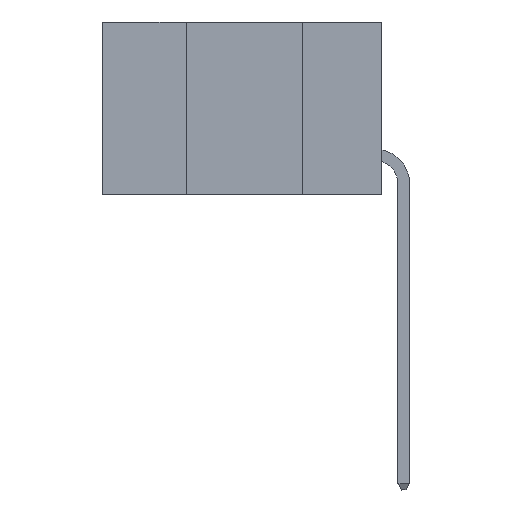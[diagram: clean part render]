
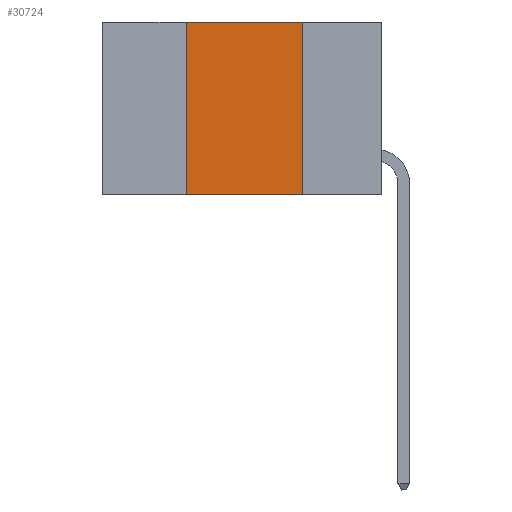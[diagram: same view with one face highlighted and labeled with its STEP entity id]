
A CAD part, left-side view. The second image highlights one B-rep face of the part: STEP entity #30724.
In plain terms, the highlighted planar face has unit normal (-1, 0, 0).
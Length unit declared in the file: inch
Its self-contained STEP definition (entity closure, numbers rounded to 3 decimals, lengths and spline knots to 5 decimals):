
#1463 = EDGE_CURVE ( 'NONE', #30296, #29678, #25150, .T. ) ;
#1960 = DIRECTION ( 'NONE',  ( 0., -1., 0. ) ) ;
#2177 = CARTESIAN_POINT ( 'NONE',  ( 0., 0.17, 0. ) ) ;
#2591 = CARTESIAN_POINT ( 'NONE',  ( 0., 0.42, 0. ) ) ;
#4807 = VECTOR ( 'NONE', #1960, 39.37008 ) ;
#6161 = EDGE_LOOP ( 'NONE', ( #30730, #25625, #7138, #7900 ) ) ;
#6732 = VECTOR ( 'NONE', #8128, 39.37008 ) ;
#7138 = ORIENTED_EDGE ( 'NONE', *, *, #17354, .F. ) ;
#7900 = ORIENTED_EDGE ( 'NONE', *, *, #14262, .T. ) ;
#8128 = DIRECTION ( 'NONE',  ( 0., 0., 1. ) ) ;
#9638 = CARTESIAN_POINT ( 'NONE',  ( 0., 0.42, -0.37 ) ) ;
#10895 = CARTESIAN_POINT ( 'NONE',  ( 0., 0.17, -0.37 ) ) ;
#11323 = CARTESIAN_POINT ( 'NONE',  ( 0., 0.6, 0. ) ) ;
#11433 = DIRECTION ( 'NONE',  ( 0., 0., -1. ) ) ;
#12750 = VERTEX_POINT ( 'NONE', #10895 ) ;
#13261 = DIRECTION ( 'NONE',  ( 0., -1., 0. ) ) ;
#14262 = EDGE_CURVE ( 'NONE', #15036, #12750, #24874, .T. ) ;
#14665 = VECTOR ( 'NONE', #18270, 39.37008 ) ;
#15036 = VERTEX_POINT ( 'NONE', #9638 ) ;
#15084 = CARTESIAN_POINT ( 'NONE',  ( 0., 0.17, 0. ) ) ;
#15102 = LINE ( 'NONE', #25114, #6732 ) ;
#15812 = CARTESIAN_POINT ( 'NONE',  ( 0., 0.6, -0.37 ) ) ;
#15899 = FACE_OUTER_BOUND ( 'NONE', #6161, .T. ) ;
#17354 = EDGE_CURVE ( 'NONE', #15036, #30296, #15102, .T. ) ;
#18270 = DIRECTION ( 'NONE',  ( 0., 0., -1. ) ) ;
#20156 = AXIS2_PLACEMENT_3D ( 'NONE', #11323, #24615, #11433 ) ;
#21865 = LINE ( 'NONE', #15084, #14665 ) ;
#24547 = EDGE_CURVE ( 'NONE', #29678, #12750, #21865, .T. ) ;
#24615 = DIRECTION ( 'NONE',  ( 1., 0., 0. ) ) ;
#24874 = LINE ( 'NONE', #15812, #27653 ) ;
#25114 = CARTESIAN_POINT ( 'NONE',  ( 0., 0.42, 0. ) ) ;
#25133 = CARTESIAN_POINT ( 'NONE',  ( 0., 0.6, 0. ) ) ;
#25150 = LINE ( 'NONE', #25133, #4807 ) ;
#25625 = ORIENTED_EDGE ( 'NONE', *, *, #1463, .F. ) ;
#27078 = PLANE ( 'NONE',  #20156 ) ;
#27653 = VECTOR ( 'NONE', #13261, 39.37008 ) ;
#29678 = VERTEX_POINT ( 'NONE', #2177 ) ;
#30296 = VERTEX_POINT ( 'NONE', #2591 ) ;
#30724 = ADVANCED_FACE ( 'NONE', ( #15899 ), #27078, .F. ) ;
#30730 = ORIENTED_EDGE ( 'NONE', *, *, #24547, .F. ) ;
